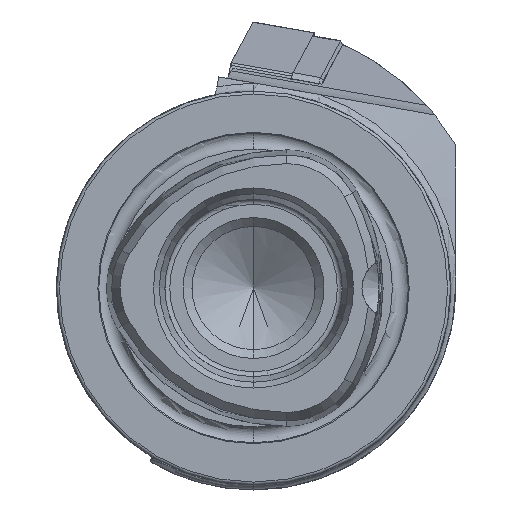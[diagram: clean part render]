
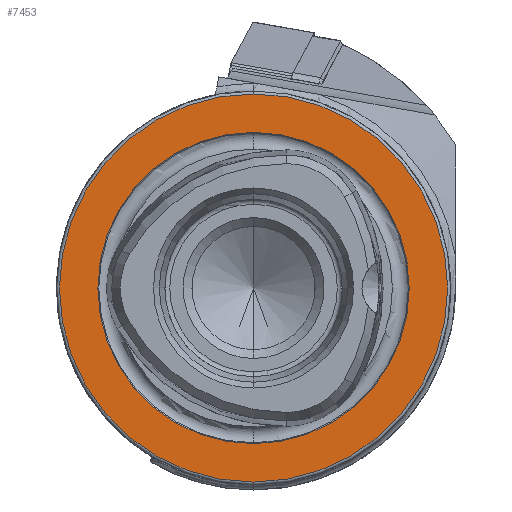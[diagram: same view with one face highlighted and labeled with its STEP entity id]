
A CAD part, left-side view. The second image highlights one B-rep face of the part: STEP entity #7453.
In plain terms, the highlighted planar face has unit normal (-1, 0, 0).
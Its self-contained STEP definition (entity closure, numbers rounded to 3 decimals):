
#2045 = ORIENTED_EDGE ( 'NONE', *, *, #11337, .F. ) ;
#2047 = ORIENTED_EDGE ( 'NONE', *, *, #2485, .F. ) ;
#2050 = ORIENTED_EDGE ( 'NONE', *, *, #10746, .T. ) ;
#2051 = ORIENTED_EDGE ( 'NONE', *, *, #11339, .T. ) ;
#2376 = EDGE_LOOP ( 'NONE', ( #2045, #2047 ) ) ;
#2378 = EDGE_LOOP ( 'NONE', ( #2050, #2051 ) ) ;
#2485 = EDGE_CURVE ( 'NONE', #7775, #7777, #8749, .T. ) ;
#3239 = CARTESIAN_POINT ( 'NONE',  ( 0., 0., -19.7 ) ) ;
#3240 = CARTESIAN_POINT ( 'NONE',  ( 0., 0., 19.7 ) ) ;
#3242 = CARTESIAN_POINT ( 'NONE',  ( 0., 0., 15.8 ) ) ;
#3245 = CARTESIAN_POINT ( 'NONE',  ( 0., 0., -15.8 ) ) ;
#3393 = DIRECTION ( 'NONE',  ( 0., 0., -1. ) ) ;
#3394 = DIRECTION ( 'NONE',  ( 1., 0., 0. ) ) ;
#3396 = PLANE ( 'NONE',  #11880 ) ;
#3401 = CARTESIAN_POINT ( 'NONE',  ( 0., 15.8, 0. ) ) ;
#3654 = CARTESIAN_POINT ( 'NONE',  ( 0., 0., 0. ) ) ;
#4092 = DIRECTION ( 'NONE',  ( 0., 0., 1. ) ) ;
#4099 = DIRECTION ( 'NONE',  ( -1., 0., 0. ) ) ;
#5554 = CIRCLE ( 'NONE', #11949, 19.7 ) ;
#5618 = CIRCLE ( 'NONE', #10967, 19.7 ) ;
#5623 = CIRCLE ( 'NONE', #10966, 15.8 ) ;
#6125 = AXIS2_PLACEMENT_3D ( 'NONE', #3654, #4099, #4092 ) ;
#7017 = FACE_BOUND ( 'NONE', #2376, .T. ) ;
#7023 = FACE_OUTER_BOUND ( 'NONE', #2378, .T. ) ;
#7453 = ADVANCED_FACE ( 'NONE', ( #7017, #7023 ), #3396, .F. ) ;
#7775 = VERTEX_POINT ( 'NONE', #3245 ) ;
#7777 = VERTEX_POINT ( 'NONE', #3242 ) ;
#7779 = VERTEX_POINT ( 'NONE', #3240 ) ;
#7780 = VERTEX_POINT ( 'NONE', #3239 ) ;
#8749 = CIRCLE ( 'NONE', #6125, 15.8 ) ;
#9449 = DIRECTION ( 'NONE',  ( 0., 0., 1. ) ) ;
#9450 = DIRECTION ( 'NONE',  ( -1., 0., 0. ) ) ;
#9451 = CARTESIAN_POINT ( 'NONE',  ( 0., 0., 0. ) ) ;
#9454 = DIRECTION ( 'NONE',  ( 0., 0., 1. ) ) ;
#9455 = DIRECTION ( 'NONE',  ( -1., 0., 0. ) ) ;
#9456 = CARTESIAN_POINT ( 'NONE',  ( 0., 0., 0. ) ) ;
#9737 = DIRECTION ( 'NONE',  ( 0., 0., 1. ) ) ;
#9738 = DIRECTION ( 'NONE',  ( -1., 0., 0. ) ) ;
#9740 = CARTESIAN_POINT ( 'NONE',  ( 0., 0., 0. ) ) ;
#10746 = EDGE_CURVE ( 'NONE', #7779, #7780, #5554, .T. ) ;
#10966 = AXIS2_PLACEMENT_3D ( 'NONE', #9456, #9455, #9454 ) ;
#10967 = AXIS2_PLACEMENT_3D ( 'NONE', #9451, #9450, #9449 ) ;
#11337 = EDGE_CURVE ( 'NONE', #7777, #7775, #5623, .T. ) ;
#11339 = EDGE_CURVE ( 'NONE', #7780, #7779, #5618, .T. ) ;
#11880 = AXIS2_PLACEMENT_3D ( 'NONE', #3401, #3394, #3393 ) ;
#11949 = AXIS2_PLACEMENT_3D ( 'NONE', #9740, #9738, #9737 ) ;
